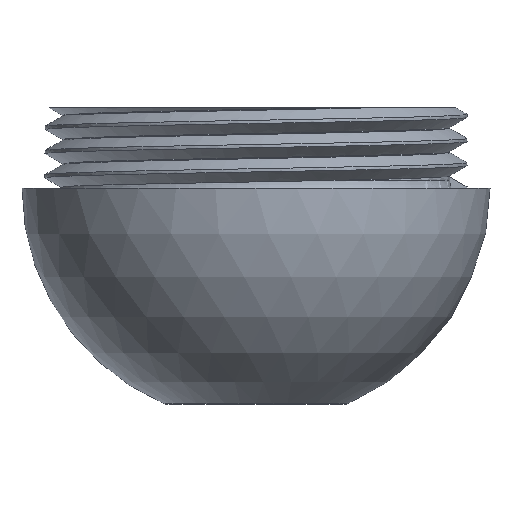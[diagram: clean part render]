
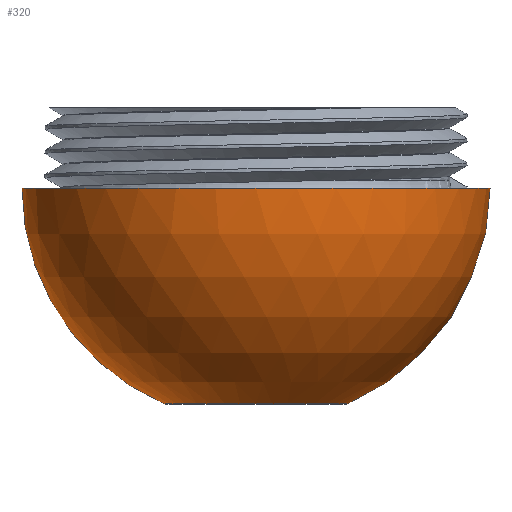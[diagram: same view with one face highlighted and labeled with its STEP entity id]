
A CAD part, front view. The second image highlights one B-rep face of the part: STEP entity #320.
In plain terms, the highlighted spherical face has radius 14.5 mm.
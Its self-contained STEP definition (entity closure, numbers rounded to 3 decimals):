
#28=SPHERICAL_SURFACE('',#365,14.5);
#39=FACE_OUTER_BOUND('',#59,.T.);
#59=EDGE_LOOP('',(#244,#245,#246,#247));
#84=CIRCLE('',#363,5.696);
#86=CIRCLE('',#366,14.5);
#87=CIRCLE('',#367,14.5);
#147=VERTEX_POINT('',#666);
#148=VERTEX_POINT('',#670);
#183=EDGE_CURVE('',#147,#147,#84,.T.);
#185=EDGE_CURVE('',#148,#148,#86,.T.);
#186=EDGE_CURVE('',#148,#147,#87,.T.);
#244=ORIENTED_EDGE('',*,*,#185,.T.);
#245=ORIENTED_EDGE('',*,*,#186,.T.);
#246=ORIENTED_EDGE('',*,*,#183,.F.);
#247=ORIENTED_EDGE('',*,*,#186,.F.);
#320=ADVANCED_FACE('',(#39),#28,.T.);
#363=AXIS2_PLACEMENT_3D('',#667,#424,#425);
#365=AXIS2_PLACEMENT_3D('',#669,#428,#429);
#366=AXIS2_PLACEMENT_3D('',#671,#430,#431);
#367=AXIS2_PLACEMENT_3D('',#672,#432,#433);
#424=DIRECTION('center_axis',(0.,0.,-1.));
#425=DIRECTION('ref_axis',(1.,0.,0.));
#428=DIRECTION('center_axis',(0.,0.,1.));
#429=DIRECTION('ref_axis',(1.,0.,0.));
#430=DIRECTION('center_axis',(0.,0.,-1.));
#431=DIRECTION('ref_axis',(-1.,0.,0.));
#432=DIRECTION('center_axis',(0.,-1.,0.));
#433=DIRECTION('ref_axis',(-1.,0.,0.));
#666=CARTESIAN_POINT('',(-5.696,0.,-128.334));
#667=CARTESIAN_POINT('Origin',(0.,0.,
-128.334));
#669=CARTESIAN_POINT('Origin',(0.,0.,
-115.));
#670=CARTESIAN_POINT('',(-14.5,0.,-115.));
#671=CARTESIAN_POINT('Origin',(0.,0.,
-115.));
#672=CARTESIAN_POINT('Origin',(0.,0.,
-115.));
